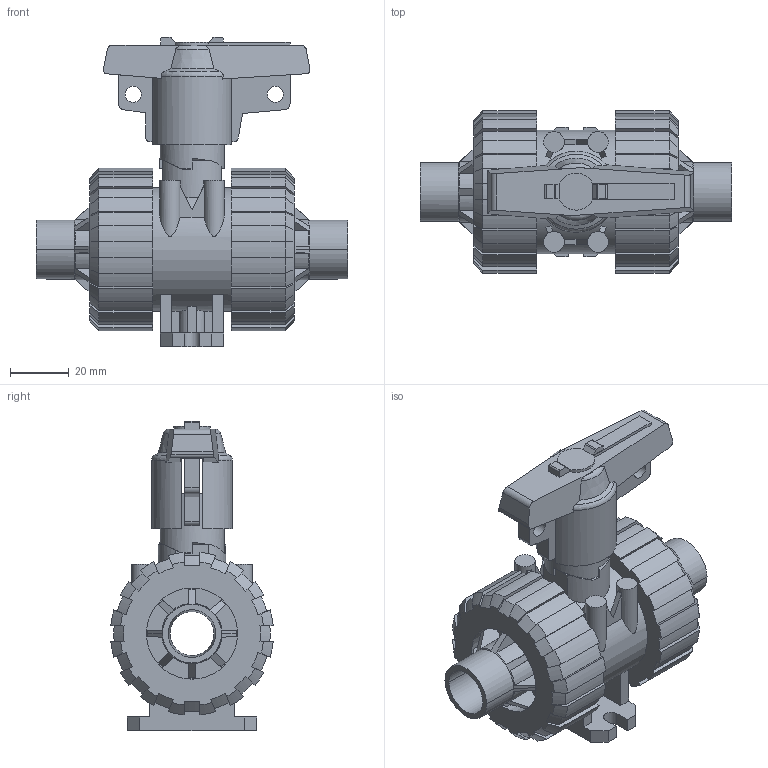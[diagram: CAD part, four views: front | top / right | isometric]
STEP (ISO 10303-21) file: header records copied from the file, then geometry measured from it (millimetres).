
FILE_DESCRIPTION((''),'2;1');
FILE_NAME('PV10053G020.stp','2022-02-16T13:57:54',('RL'),(''),'Autodesk Inventor 2012','Autodesk Inventor 2012','');
FILE_SCHEMA(('AUTOMOTIVE_DESIGN { 1 0 10303 214 1 1 1 1 }'));
Length unit declared in the file: millimetre
Products named in the file (1): PV10053G020
Bounding box: 106 x 55.24 x 105.17 mm (x, y, z)
Volume: 161023.9 mm3; surface area: 58712.4 mm2
Topology: 6 solids, 6 shells, 484 faces, 1394 edges, 928 vertices
Faces by surface type: plane 243, cylinder 109, cone 92, bspline 32, torus 8
Full cylindrical faces by diameter (mm): 5.5 x2, 7 x4, 15 x1, 22 x1, 31 x2, 41.97 x3
Entity records: 17290 total; most frequent: CARTESIAN_POINT 5031, ORIENTED_EDGE 2744, DIRECTION 2346, EDGE_CURVE 1372, VERTEX_POINT 920, AXIS2_PLACEMENT_3D 822, VECTOR 702, LINE 702
